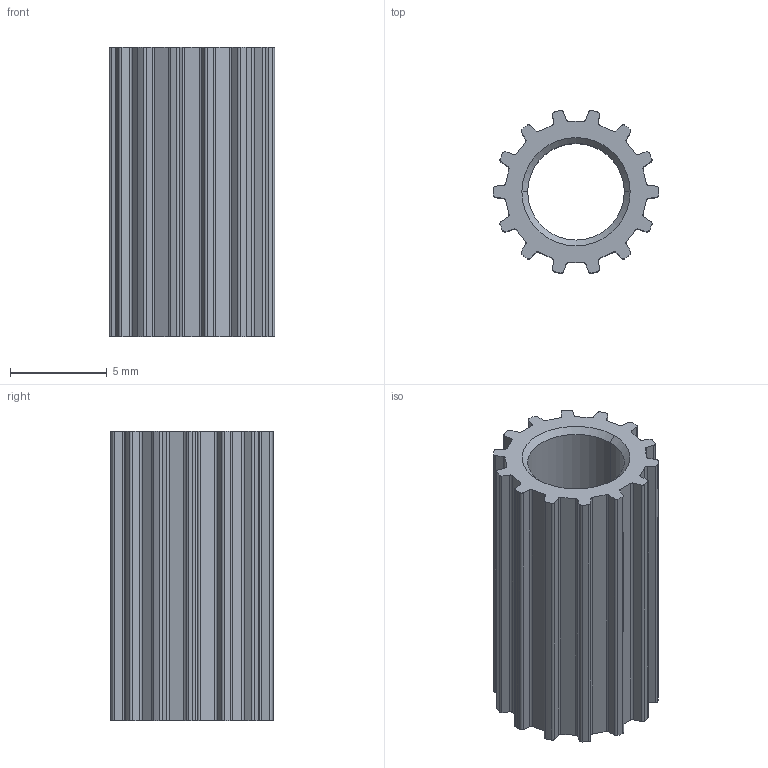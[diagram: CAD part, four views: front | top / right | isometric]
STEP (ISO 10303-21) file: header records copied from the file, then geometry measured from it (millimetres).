
FILE_DESCRIPTION (( 'STEP AP214' ), '1' );
FILE_NAME ('4332501200120.STEP', '2017-10-16T06:07:28', ( '13' ), ( '' ), 'SwSTEP 2.0', 'SolidWorks 2012', '' );
FILE_SCHEMA (( 'AUTOMOTIVE_DESIGN' ));
Length unit declared in the file: millimetre
Products named in the file (1): 4332501200120
Bounding box: 8.55 x 8.41 x 15 mm (x, y, z)
Volume: 409.4 mm3; surface area: 837 mm2
Topology: 1 solids, 1 shells, 124 faces, 359 edges, 238 vertices
Faces by surface type: cylinder 75, plane 45, cone 4
Entity records: 4183 total; most frequent: DIRECTION 763, CARTESIAN_POINT 722, ORIENTED_EDGE 718, EDGE_CURVE 359, AXIS2_PLACEMENT_3D 279, VERTEX_POINT 238, LINE 205, VECTOR 205
